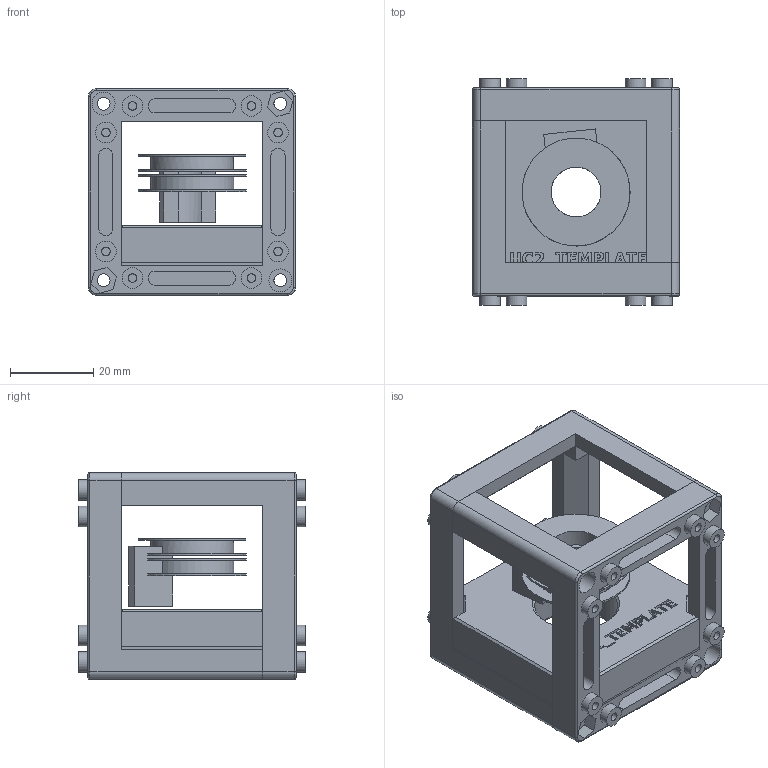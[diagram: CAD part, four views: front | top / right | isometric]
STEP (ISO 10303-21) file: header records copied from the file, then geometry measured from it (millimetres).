
FILE_DESCRIPTION(/* description */ (''),/* implementation_level */ '2;1');
FILE_NAME(/* name */ 'Assembly_Voicecoil_Flexure_Scanner_v0.iam.step',/* time_stamp */ '2022-11-29T09:16:34+01:00',/* author */ ('diederichbenedict'),/* organization */ (''),/* preprocessor_version */ 'ST-DEVELOPER v18.1',/* originating_system */ 'Autodesk Inventor 2022',/* authorisation */ '');
FILE_SCHEMA (('AUTOMOTIVE_DESIGN { 1 0 10303 214 3 1 1 }'));
Length unit declared in the file: millimetre
Products named in the file (5): Assembly_Voicecoil_Flexure_Scanner_v0; 50_ETL_28by_coil; Assembly_Cube_empty_IM_v3; 10_Cube_1x1_IM; 20_Cube_Insert_Filter_25mm
Assembly tree (5 placements, depth 3):
  Assembly_Voicecoil_Flexure_Scanner_v0
    50_ETL_28by_coil
    Assembly_Cube_empty_IM_v3
      10_Cube_1x1_IM  x2
    20_Cube_Insert_Filter_25mm
Bounding box: 49.82 x 54.5 x 49.8 mm (x, y, z)
Volume: 44784 mm3; surface area: 28871 mm2
Topology: 4 solids, 4 shells, 534 faces, 1338 edges, 876 vertices
Faces by surface type: plane 363, cylinder 124, bspline 37, torus 8, cone 2
Full cylindrical faces by diameter (mm): 2.05 x16, 3.1 x8, 4.95 x16, 5.5 x4, 12 x1, 20 x2, 26 x1
Entity records: 11769 total; most frequent: CARTESIAN_POINT 2471, ORIENTED_EDGE 1936, DIRECTION 1748, EDGE_CURVE 968, LINE 746, VECTOR 746, VERTEX_POINT 632, AXIS2_PLACEMENT_3D 501
